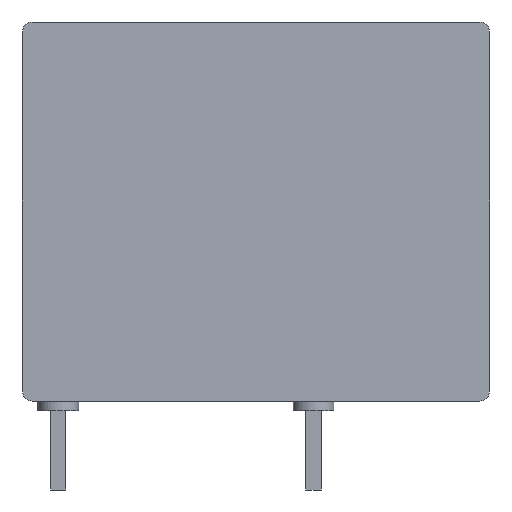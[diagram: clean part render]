
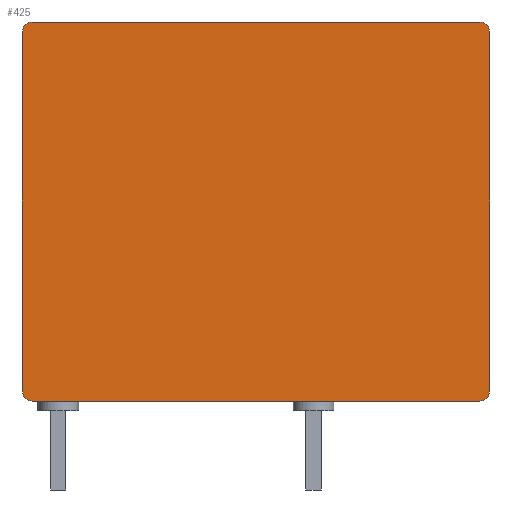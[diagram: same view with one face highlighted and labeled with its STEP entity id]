
A CAD part, left-side view. The second image highlights one B-rep face of the part: STEP entity #425.
In plain terms, the highlighted planar face has unit normal (-1, 0, 0).
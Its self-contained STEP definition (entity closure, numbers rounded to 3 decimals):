
#190 = VERTEX_POINT('',#191);
#191 = CARTESIAN_POINT('',(-6.55,1.35,0.));
#197 = EDGE_CURVE('',#190,#198,#200,.T.);
#198 = VERTEX_POINT('',#199);
#199 = CARTESIAN_POINT('',(-6.55,-21.8,0.));
#200 = LINE('',#201,#202);
#201 = CARTESIAN_POINT('',(-6.55,1.85,0.));
#202 = VECTOR('',#203,1.);
#203 = DIRECTION('',(0.,-1.,0.));
#219 = EDGE_CURVE('',#198,#220,#222,.T.);
#220 = VERTEX_POINT('',#221);
#221 = CARTESIAN_POINT('',(-6.55,-22.3,0.5));
#222 = CIRCLE('',#223,0.5);
#223 = AXIS2_PLACEMENT_3D('',#224,#225,#226);
#224 = CARTESIAN_POINT('',(-6.55,-21.8,0.5));
#225 = DIRECTION('',(-1.,0.,-0.));
#226 = DIRECTION('',(-0.,0.,1.));
#246 = EDGE_CURVE('',#247,#190,#249,.T.);
#247 = VERTEX_POINT('',#248);
#248 = CARTESIAN_POINT('',(-6.55,1.85,0.5));
#249 = CIRCLE('',#250,0.5);
#250 = AXIS2_PLACEMENT_3D('',#251,#252,#253);
#251 = CARTESIAN_POINT('',(-6.55,1.35,0.5));
#252 = DIRECTION('',(-1.,0.,0.));
#253 = DIRECTION('',(0.,0.,-1.));
#269 = EDGE_CURVE('',#220,#270,#272,.T.);
#270 = VERTEX_POINT('',#271);
#271 = CARTESIAN_POINT('',(-6.55,-22.3,19.1));
#272 = LINE('',#273,#274);
#273 = CARTESIAN_POINT('',(-6.55,-22.3,0.));
#274 = VECTOR('',#275,1.);
#275 = DIRECTION('',(0.,0.,1.));
#340 = VERTEX_POINT('',#341);
#341 = CARTESIAN_POINT('',(-6.55,1.85,19.1));
#347 = EDGE_CURVE('',#247,#340,#348,.T.);
#348 = LINE('',#349,#350);
#349 = CARTESIAN_POINT('',(-6.55,1.85,0.));
#350 = VECTOR('',#351,1.);
#351 = DIRECTION('',(0.,0.,1.));
#362 = EDGE_CURVE('',#363,#270,#365,.T.);
#363 = VERTEX_POINT('',#364);
#364 = CARTESIAN_POINT('',(-6.55,-21.8,19.6));
#365 = CIRCLE('',#366,0.5);
#366 = AXIS2_PLACEMENT_3D('',#367,#368,#369);
#367 = CARTESIAN_POINT('',(-6.55,-21.8,19.1));
#368 = DIRECTION('',(1.,0.,0.));
#369 = DIRECTION('',(-0.,0.,1.));
#389 = VERTEX_POINT('',#390);
#390 = CARTESIAN_POINT('',(-6.55,1.35,19.6));
#396 = EDGE_CURVE('',#340,#389,#397,.T.);
#397 = CIRCLE('',#398,0.5);
#398 = AXIS2_PLACEMENT_3D('',#399,#400,#401);
#399 = CARTESIAN_POINT('',(-6.55,1.35,19.1));
#400 = DIRECTION('',(1.,-0.,0.));
#401 = DIRECTION('',(0.,0.,-1.));
#414 = EDGE_CURVE('',#389,#363,#415,.T.);
#415 = LINE('',#416,#417);
#416 = CARTESIAN_POINT('',(-6.55,1.85,19.6));
#417 = VECTOR('',#418,1.);
#418 = DIRECTION('',(0.,-1.,0.));
#425 = ADVANCED_FACE('',(#426),#436,.F.);
#426 = FACE_BOUND('',#427,.F.);
#427 = EDGE_LOOP('',(#428,#429,#430,#431,#432,#433,#434,#435));
#428 = ORIENTED_EDGE('',*,*,#197,.F.);
#429 = ORIENTED_EDGE('',*,*,#246,.F.);
#430 = ORIENTED_EDGE('',*,*,#347,.T.);
#431 = ORIENTED_EDGE('',*,*,#396,.T.);
#432 = ORIENTED_EDGE('',*,*,#414,.T.);
#433 = ORIENTED_EDGE('',*,*,#362,.T.);
#434 = ORIENTED_EDGE('',*,*,#269,.F.);
#435 = ORIENTED_EDGE('',*,*,#219,.F.);
#436 = PLANE('',#437);
#437 = AXIS2_PLACEMENT_3D('',#438,#439,#440);
#438 = CARTESIAN_POINT('',(-6.55,1.85,0.));
#439 = DIRECTION('',(1.,0.,-0.));
#440 = DIRECTION('',(0.,-1.,0.));
